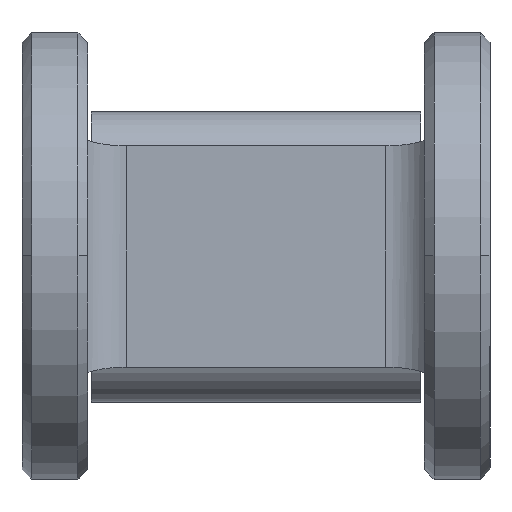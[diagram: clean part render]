
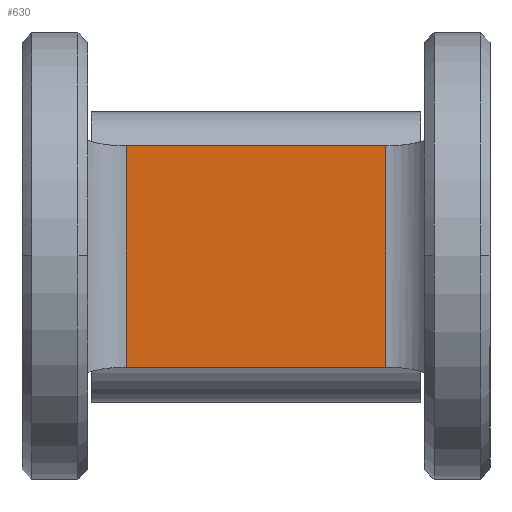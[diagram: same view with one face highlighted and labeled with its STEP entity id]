
A CAD part, top view. The second image highlights one B-rep face of the part: STEP entity #630.
In plain terms, the highlighted planar face has unit normal (0, 0, 1).
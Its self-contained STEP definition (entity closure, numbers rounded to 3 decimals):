
#71 = DIRECTION ( 'NONE',  ( 0., 1., 0. ) ) ;
#243 = CARTESIAN_POINT ( 'NONE',  ( 18.65, 83.124, -10.599 ) ) ;
#461 = VECTOR ( 'NONE', #3597, 1000. ) ;
#560 = ORIENTED_EDGE ( 'NONE', *, *, #613, .T. ) ;
#602 = LINE ( 'NONE', #3385, #3300 ) ;
#613 = EDGE_CURVE ( 'NONE', #2573, #3763, #2375, .T. ) ;
#630 = ADVANCED_FACE ( 'NONE', ( #1751 ), #1094, .F. ) ;
#905 = VERTEX_POINT ( 'NONE', #2020 ) ;
#989 = EDGE_CURVE ( 'NONE', #905, #3021, #602, .T. ) ;
#1094 = PLANE ( 'NONE',  #1483 ) ;
#1113 = EDGE_CURVE ( 'NONE', #905, #2573, #1429, .T. ) ;
#1361 = CARTESIAN_POINT ( 'NONE',  ( -18.932, 60.261, -10.599 ) ) ;
#1429 = LINE ( 'NONE', #3169, #461 ) ;
#1483 = AXIS2_PLACEMENT_3D ( 'NONE', #4279, #3862, #3223 ) ;
#1751 = FACE_OUTER_BOUND ( 'NONE', #3594, .T. ) ;
#1851 = VECTOR ( 'NONE', #2787, 1000. ) ;
#1871 = ORIENTED_EDGE ( 'NONE', *, *, #1113, .T. ) ;
#1924 = CARTESIAN_POINT ( 'NONE',  ( -8.15, 60.261, -10.599 ) ) ;
#2020 = CARTESIAN_POINT ( 'NONE',  ( -8.15, 83.124, -10.599 ) ) ;
#2041 = ORIENTED_EDGE ( 'NONE', *, *, #2625, .T. ) ;
#2217 = CARTESIAN_POINT ( 'NONE',  ( 18.65, 83.124, -10.599 ) ) ;
#2313 = ORIENTED_EDGE ( 'NONE', *, *, #989, .F. ) ;
#2375 = LINE ( 'NONE', #1361, #1851 ) ;
#2573 = VERTEX_POINT ( 'NONE', #1924 ) ;
#2625 = EDGE_CURVE ( 'NONE', #3763, #3021, #3226, .T. ) ;
#2787 = DIRECTION ( 'NONE',  ( 1., 0., 0. ) ) ;
#3021 = VERTEX_POINT ( 'NONE', #243 ) ;
#3169 = CARTESIAN_POINT ( 'NONE',  ( -8.15, 60.261, -10.599 ) ) ;
#3223 = DIRECTION ( 'NONE',  ( -1., 0., 0. ) ) ;
#3226 = LINE ( 'NONE', #2217, #3585 ) ;
#3300 = VECTOR ( 'NONE', #4499, 1000. ) ;
#3385 = CARTESIAN_POINT ( 'NONE',  ( -18.932, 83.124, -10.599 ) ) ;
#3478 = CARTESIAN_POINT ( 'NONE',  ( 18.65, 60.261, -10.599 ) ) ;
#3585 = VECTOR ( 'NONE', #71, 1000. ) ;
#3594 = EDGE_LOOP ( 'NONE', ( #2313, #1871, #560, #2041 ) ) ;
#3597 = DIRECTION ( 'NONE',  ( 0., -1., 0. ) ) ;
#3763 = VERTEX_POINT ( 'NONE', #3478 ) ;
#3862 = DIRECTION ( 'NONE',  ( 0., 0., -1. ) ) ;
#4279 = CARTESIAN_POINT ( 'NONE',  ( -18.932, 60.261, -10.599 ) ) ;
#4499 = DIRECTION ( 'NONE',  ( 1., 0., 0. ) ) ;
